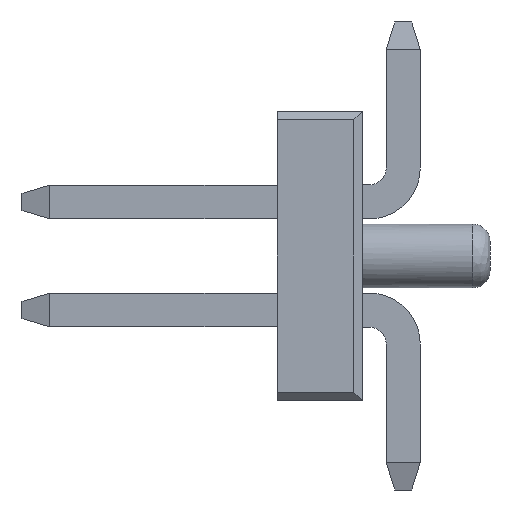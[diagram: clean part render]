
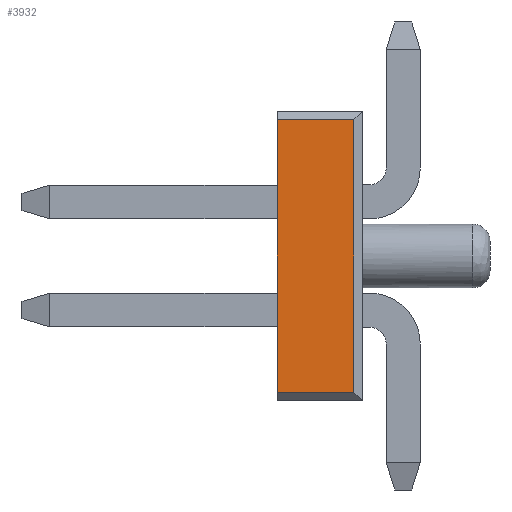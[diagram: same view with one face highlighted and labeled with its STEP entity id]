
A CAD part, left-side view. The second image highlights one B-rep face of the part: STEP entity #3932.
In plain terms, the highlighted planar face has unit normal (-1, 0, 0).
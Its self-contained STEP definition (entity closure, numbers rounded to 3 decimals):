
#436=DIRECTION('',(0.,0.,1.));
#437=VECTOR('',#436,3.2);
#438=CARTESIAN_POINT('',(-0.635,0.,-1.6));
#439=LINE('',#438,#437);
#1853=DIRECTION('',(0.,0.,-1.));
#1854=VECTOR('',#1853,3.2);
#1855=CARTESIAN_POINT('',(-0.635,-0.9,1.6));
#1856=LINE('',#1855,#1854);
#1860=DIRECTION('',(0.,-1.,0.));
#1861=VECTOR('',#1860,0.9);
#1862=CARTESIAN_POINT('',(-0.635,0.,-1.6));
#1863=LINE('',#1862,#1861);
#1874=DIRECTION('',(0.,-1.,0.));
#1875=VECTOR('',#1874,0.9);
#1876=CARTESIAN_POINT('',(-0.635,0.,1.6));
#1877=LINE('',#1876,#1875);
#1892=CARTESIAN_POINT('',(-0.635,0.,-1.6));
#1893=VERTEX_POINT('',#1892);
#1894=CARTESIAN_POINT('',(-0.635,0.,1.6));
#1895=VERTEX_POINT('',#1894);
#1933=CARTESIAN_POINT('',(-0.635,-0.9,-1.6));
#1935=VERTEX_POINT('',#1933);
#1936=CARTESIAN_POINT('',(-0.635,-0.9,1.6));
#1937=VERTEX_POINT('',#1936);
#3920=CARTESIAN_POINT('',(-0.635,0.,-1.6));
#3921=DIRECTION('',(-1.,0.,0.));
#3922=DIRECTION('',(0.,0.,1.));
#3923=AXIS2_PLACEMENT_3D('',#3920,#3921,#3922);
#3924=PLANE('',#3923);
#3925=ORIENTED_EDGE('',*,*,#3912,.T.);
#3926=ORIENTED_EDGE('',*,*,#3901,.F.);
#3927=ORIENTED_EDGE('',*,*,#2259,.T.);
#3929=ORIENTED_EDGE('',*,*,#3928,.T.);
#3930=EDGE_LOOP('',(#3925,#3926,#3927,#3929));
#3931=FACE_OUTER_BOUND('',#3930,.F.);
#3932=ADVANCED_FACE('',(#3931),#3924,.T.);
#2259=EDGE_CURVE('',#1893,#1895,#439,.T.);
#3901=EDGE_CURVE('',#1893,#1935,#1863,.T.);
#3912=EDGE_CURVE('',#1937,#1935,#1856,.T.);
#3928=EDGE_CURVE('',#1895,#1937,#1877,.T.);
